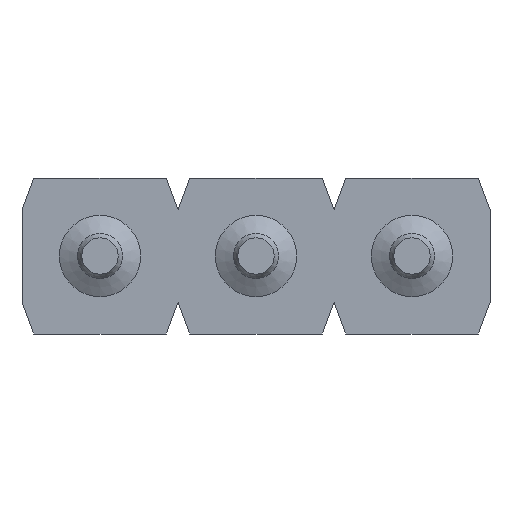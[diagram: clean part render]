
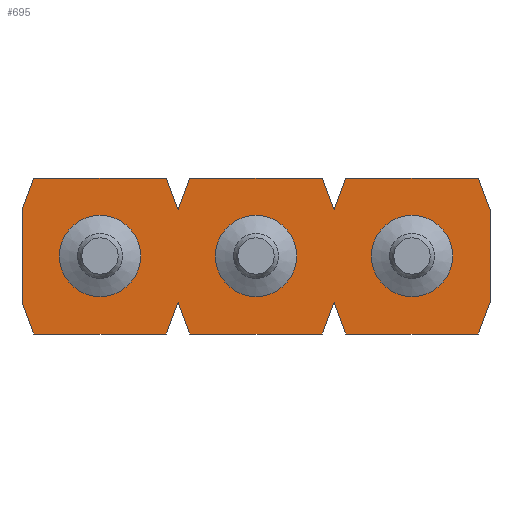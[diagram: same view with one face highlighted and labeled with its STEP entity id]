
A CAD part, front view. The second image highlights one B-rep face of the part: STEP entity #695.
In plain terms, the highlighted planar face has unit normal (0, -1, 0).
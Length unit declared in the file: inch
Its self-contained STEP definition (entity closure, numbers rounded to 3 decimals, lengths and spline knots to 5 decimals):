
#59=CIRCLE('',#769,0.026);
#60=CIRCLE('',#770,0.026);
#61=CIRCLE('',#771,0.026);
#135=ORIENTED_EDGE('',*,*,#295,.T.);
#136=ORIENTED_EDGE('',*,*,#296,.T.);
#137=ORIENTED_EDGE('',*,*,#297,.T.);
#138=ORIENTED_EDGE('',*,*,#298,.T.);
#139=ORIENTED_EDGE('',*,*,#251,.F.);
#140=ORIENTED_EDGE('',*,*,#299,.T.);
#141=ORIENTED_EDGE('',*,*,#300,.T.);
#142=ORIENTED_EDGE('',*,*,#255,.F.);
#143=ORIENTED_EDGE('',*,*,#301,.T.);
#144=ORIENTED_EDGE('',*,*,#302,.T.);
#145=ORIENTED_EDGE('',*,*,#259,.F.);
#146=ORIENTED_EDGE('',*,*,#303,.T.);
#147=ORIENTED_EDGE('',*,*,#279,.F.);
#148=ORIENTED_EDGE('',*,*,#304,.T.);
#149=ORIENTED_EDGE('',*,*,#267,.F.);
#150=ORIENTED_EDGE('',*,*,#305,.T.);
#151=ORIENTED_EDGE('',*,*,#306,.T.);
#152=ORIENTED_EDGE('',*,*,#271,.F.);
#153=ORIENTED_EDGE('',*,*,#307,.T.);
#154=ORIENTED_EDGE('',*,*,#308,.T.);
#155=ORIENTED_EDGE('',*,*,#275,.F.);
#156=ORIENTED_EDGE('',*,*,#309,.T.);
#157=ORIENTED_EDGE('',*,*,#261,.F.);
#251=EDGE_CURVE('',#335,#333,#400,.T.);
#255=EDGE_CURVE('',#339,#337,#404,.T.);
#259=EDGE_CURVE('',#343,#341,#408,.T.);
#261=EDGE_CURVE('',#345,#346,#410,.T.);
#267=EDGE_CURVE('',#351,#349,#416,.T.);
#271=EDGE_CURVE('',#355,#353,#420,.T.);
#275=EDGE_CURVE('',#359,#357,#424,.T.);
#279=EDGE_CURVE('',#363,#361,#428,.T.);
#295=EDGE_CURVE('',#371,#371,#59,.T.);
#296=EDGE_CURVE('',#372,#372,#60,.T.);
#297=EDGE_CURVE('',#373,#373,#61,.T.);
#298=EDGE_CURVE('',#345,#333,#441,.T.);
#299=EDGE_CURVE('',#335,#374,#442,.T.);
#300=EDGE_CURVE('',#374,#337,#443,.T.);
#301=EDGE_CURVE('',#339,#375,#444,.T.);
#302=EDGE_CURVE('',#375,#341,#445,.T.);
#303=EDGE_CURVE('',#343,#361,#446,.T.);
#304=EDGE_CURVE('',#363,#349,#447,.T.);
#305=EDGE_CURVE('',#351,#376,#448,.T.);
#306=EDGE_CURVE('',#376,#353,#449,.T.);
#307=EDGE_CURVE('',#355,#377,#450,.T.);
#308=EDGE_CURVE('',#377,#357,#451,.T.);
#309=EDGE_CURVE('',#359,#346,#452,.T.);
#333=VERTEX_POINT('',#1038);
#335=VERTEX_POINT('',#1042);
#337=VERTEX_POINT('',#1047);
#339=VERTEX_POINT('',#1051);
#341=VERTEX_POINT('',#1056);
#343=VERTEX_POINT('',#1060);
#345=VERTEX_POINT('',#1065);
#346=VERTEX_POINT('',#1067);
#349=VERTEX_POINT('',#1074);
#351=VERTEX_POINT('',#1078);
#353=VERTEX_POINT('',#1083);
#355=VERTEX_POINT('',#1087);
#357=VERTEX_POINT('',#1092);
#359=VERTEX_POINT('',#1096);
#361=VERTEX_POINT('',#1101);
#363=VERTEX_POINT('',#1105);
#371=VERTEX_POINT('',#1132);
#372=VERTEX_POINT('',#1134);
#373=VERTEX_POINT('',#1136);
#374=VERTEX_POINT('',#1139);
#375=VERTEX_POINT('',#1142);
#376=VERTEX_POINT('',#1147);
#377=VERTEX_POINT('',#1150);
#400=LINE('',#1043,#460);
#404=LINE('',#1052,#464);
#408=LINE('',#1061,#468);
#410=LINE('',#1066,#470);
#416=LINE('',#1079,#476);
#420=LINE('',#1088,#480);
#424=LINE('',#1097,#484);
#428=LINE('',#1106,#488);
#441=LINE('',#1137,#501);
#442=LINE('',#1138,#502);
#443=LINE('',#1140,#503);
#444=LINE('',#1141,#504);
#445=LINE('',#1143,#505);
#446=LINE('',#1144,#506);
#447=LINE('',#1145,#507);
#448=LINE('',#1146,#508);
#449=LINE('',#1148,#509);
#450=LINE('',#1149,#510);
#451=LINE('',#1151,#511);
#452=LINE('',#1152,#512);
#460=VECTOR('',#835,39.37008);
#464=VECTOR('',#841,39.37008);
#468=VECTOR('',#847,39.37008);
#470=VECTOR('',#851,39.37008);
#476=VECTOR('',#859,39.37008);
#480=VECTOR('',#865,39.37008);
#484=VECTOR('',#871,39.37008);
#488=VECTOR('',#877,39.37008);
#501=VECTOR('',#906,39.37008);
#502=VECTOR('',#907,39.37008);
#503=VECTOR('',#908,39.37008);
#504=VECTOR('',#909,39.37008);
#505=VECTOR('',#910,39.37008);
#506=VECTOR('',#911,39.37008);
#507=VECTOR('',#912,39.37008);
#508=VECTOR('',#913,39.37008);
#509=VECTOR('',#914,39.37008);
#510=VECTOR('',#915,39.37008);
#511=VECTOR('',#916,39.37008);
#512=VECTOR('',#917,39.37008);
#529=EDGE_LOOP('',(#135));
#530=EDGE_LOOP('',(#136));
#531=EDGE_LOOP('',(#137));
#532=EDGE_LOOP('',(#138,#139,#140,#141,#142,#143,#144,#145,#146,#147,#148,
#149,#150,#151,#152,#153,#154,#155,#156,#157));
#599=FACE_BOUND('',#529,.T.);
#600=FACE_BOUND('',#530,.T.);
#601=FACE_BOUND('',#531,.T.);
#602=FACE_BOUND('',#532,.T.);
#667=PLANE('',#768);
#695=ADVANCED_FACE('',(#599,#600,#601,#602),#667,.F.);
#768=AXIS2_PLACEMENT_3D('',#1130,#898,#899);
#769=AXIS2_PLACEMENT_3D('',#1131,#900,#901);
#770=AXIS2_PLACEMENT_3D('',#1133,#902,#903);
#771=AXIS2_PLACEMENT_3D('',#1135,#904,#905);
#835=DIRECTION('',(-1.,0.,0.));
#841=DIRECTION('',(-1.,0.,0.));
#847=DIRECTION('',(-1.,0.,0.));
#851=DIRECTION('',(0.,0.,1.));
#859=DIRECTION('',(1.,0.,0.));
#865=DIRECTION('',(1.,0.,0.));
#871=DIRECTION('',(1.,0.,0.));
#877=DIRECTION('',(0.,0.,-1.));
#898=DIRECTION('',(0.,1.,0.));
#899=DIRECTION('',(0.,0.,1.));
#900=DIRECTION('',(0.,1.,0.));
#901=DIRECTION('',(1.,0.,0.));
#902=DIRECTION('',(0.,1.,0.));
#903=DIRECTION('',(1.,0.,0.));
#904=DIRECTION('',(0.,1.,0.));
#905=DIRECTION('',(1.,0.,0.));
#906=DIRECTION('',(0.351,0.,-0.936));
#907=DIRECTION('',(0.351,0.,0.936));
#908=DIRECTION('',(0.351,0.,-0.936));
#909=DIRECTION('',(0.351,0.,0.936));
#910=DIRECTION('',(0.351,0.,-0.936));
#911=DIRECTION('',(0.351,0.,0.936));
#912=DIRECTION('',(-0.351,0.,0.936));
#913=DIRECTION('',(-0.351,0.,-0.936));
#914=DIRECTION('',(-0.351,0.,0.936));
#915=DIRECTION('',(-0.351,0.,-0.936));
#916=DIRECTION('',(-0.351,0.,0.936));
#917=DIRECTION('',(-0.351,0.,-0.936));
#1038=CARTESIAN_POINT('',(0.0075,0.,-0.05));
#1042=CARTESIAN_POINT('',(0.0925,0.,-0.05));
#1043=CARTESIAN_POINT('',(0.3,0.,-0.05));
#1047=CARTESIAN_POINT('',(0.1075,0.,-0.05));
#1051=CARTESIAN_POINT('',(0.1925,0.,-0.05));
#1052=CARTESIAN_POINT('',(0.3,0.,-0.05));
#1056=CARTESIAN_POINT('',(0.2075,0.,-0.05));
#1060=CARTESIAN_POINT('',(0.2925,0.,-0.05));
#1061=CARTESIAN_POINT('',(0.3,0.,-0.05));
#1065=CARTESIAN_POINT('',(0.,0.,-0.03));
#1066=CARTESIAN_POINT('',(0.,0.,-0.05));
#1067=CARTESIAN_POINT('',(0.,0.,0.03));
#1074=CARTESIAN_POINT('',(0.2925,0.,0.05));
#1078=CARTESIAN_POINT('',(0.2075,0.,0.05));
#1079=CARTESIAN_POINT('',(0.,0.,0.05));
#1083=CARTESIAN_POINT('',(0.1925,0.,0.05));
#1087=CARTESIAN_POINT('',(0.1075,0.,0.05));
#1088=CARTESIAN_POINT('',(0.,0.,0.05));
#1092=CARTESIAN_POINT('',(0.0925,0.,0.05));
#1096=CARTESIAN_POINT('',(0.0075,0.,0.05));
#1097=CARTESIAN_POINT('',(0.,0.,0.05));
#1101=CARTESIAN_POINT('',(0.3,0.,-0.03));
#1105=CARTESIAN_POINT('',(0.3,0.,0.03));
#1106=CARTESIAN_POINT('',(0.3,0.,0.05));
#1130=CARTESIAN_POINT('',(0.,0.,0.));
#1131=CARTESIAN_POINT('',(0.05,0.,0.));
#1132=CARTESIAN_POINT('',(0.076,0.,0.));
#1133=CARTESIAN_POINT('',(0.15,0.,0.));
#1134=CARTESIAN_POINT('',(0.176,0.,0.));
#1135=CARTESIAN_POINT('',(0.25,0.,0.));
#1136=CARTESIAN_POINT('',(0.276,0.,0.));
#1137=CARTESIAN_POINT('',(0.,0.,-0.03));
#1138=CARTESIAN_POINT('',(0.0925,0.,-0.05));
#1139=CARTESIAN_POINT('',(0.1,0.,-0.03));
#1140=CARTESIAN_POINT('',(0.1,0.,-0.03));
#1141=CARTESIAN_POINT('',(0.1925,0.,-0.05));
#1142=CARTESIAN_POINT('',(0.2,0.,-0.03));
#1143=CARTESIAN_POINT('',(0.2,0.,-0.03));
#1144=CARTESIAN_POINT('',(0.2925,0.,-0.05));
#1145=CARTESIAN_POINT('',(0.3,0.,0.03));
#1146=CARTESIAN_POINT('',(0.2075,0.,0.05));
#1147=CARTESIAN_POINT('',(0.2,0.,0.03));
#1148=CARTESIAN_POINT('',(0.2,0.,0.03));
#1149=CARTESIAN_POINT('',(0.1075,0.,0.05));
#1150=CARTESIAN_POINT('',(0.1,0.,0.03));
#1151=CARTESIAN_POINT('',(0.1,0.,0.03));
#1152=CARTESIAN_POINT('',(0.0075,0.,0.05));
